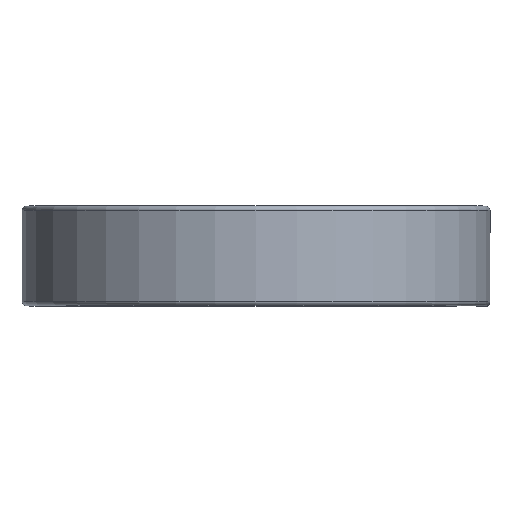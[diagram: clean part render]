
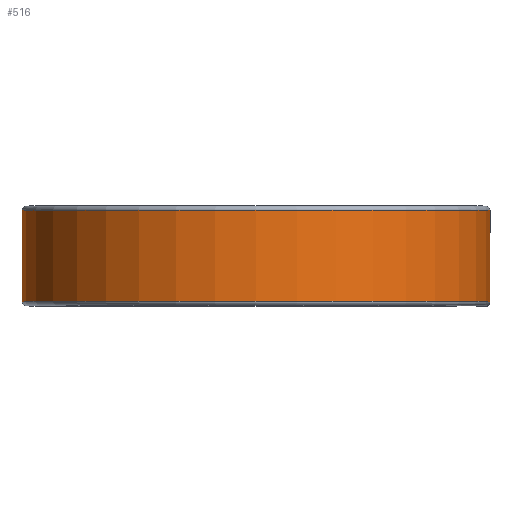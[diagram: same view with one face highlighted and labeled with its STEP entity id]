
A CAD part, top view. The second image highlights one B-rep face of the part: STEP entity #516.
In plain terms, the highlighted cylindrical face has radius 40.907 mm (diameter 81.813 mm), a partial arc.
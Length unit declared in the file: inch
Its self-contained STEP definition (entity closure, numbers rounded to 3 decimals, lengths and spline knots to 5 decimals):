
#34 = CARTESIAN_POINT ( 'NONE',  ( 1.6105, -0.31375, 0. ) ) ;
#51 = CARTESIAN_POINT ( 'NONE',  ( 1.6105, 0.31375, 0. ) ) ;
#195 = DIRECTION ( 'NONE',  ( 0., -1., 0. ) ) ;
#218 = DIRECTION ( 'NONE',  ( 0., -1., 0. ) ) ;
#235 = DIRECTION ( 'NONE',  ( 0., 0., -1. ) ) ;
#248 = CYLINDRICAL_SURFACE ( 'NONE', #1033, 1.6105 ) ;
#270 = EDGE_CURVE ( 'NONE', #778, #666, #960, .T. ) ;
#394 = CARTESIAN_POINT ( 'NONE',  ( 0., -0.31375, 0. ) ) ;
#425 = CARTESIAN_POINT ( 'NONE',  ( 0., 0.31375, 0. ) ) ;
#459 = DIRECTION ( 'NONE',  ( 0., 1., 0. ) ) ;
#483 = AXIS2_PLACEMENT_3D ( 'NONE', #394, #1740, #622 ) ;
#516 = ADVANCED_FACE ( 'NONE', ( #2045 ), #248, .T. ) ;
#573 = ORIENTED_EDGE ( 'NONE', *, *, #270, .T. ) ;
#582 = DIRECTION ( 'NONE',  ( 0., 1., 0. ) ) ;
#583 = DIRECTION ( 'NONE',  ( 0., 0., -1. ) ) ;
#622 = DIRECTION ( 'NONE',  ( 0., 0., -1. ) ) ;
#638 = ORIENTED_EDGE ( 'NONE', *, *, #968, .T. ) ;
#666 = VERTEX_POINT ( 'NONE', #2306 ) ;
#688 = ORIENTED_EDGE ( 'NONE', *, *, #2457, .F. ) ;
#716 = LINE ( 'NONE', #51, #1590 ) ;
#778 = VERTEX_POINT ( 'NONE', #1898 ) ;
#868 = CIRCLE ( 'NONE', #483, 1.6105 ) ;
#960 = CIRCLE ( 'NONE', #2353, 1.6105 ) ;
#968 = EDGE_CURVE ( 'NONE', #2117, #778, #716, .T. ) ;
#976 = EDGE_LOOP ( 'NONE', ( #638, #573, #688, #1126 ) ) ;
#999 = CARTESIAN_POINT ( 'NONE',  ( 0., 0.3125, 0. ) ) ;
#1033 = AXIS2_PLACEMENT_3D ( 'NONE', #999, #195, #583 ) ;
#1126 = ORIENTED_EDGE ( 'NONE', *, *, #1883, .F. ) ;
#1352 = VECTOR ( 'NONE', #582, 39.37008 ) ;
#1353 = CARTESIAN_POINT ( 'NONE',  ( 0., -0.31375, -1.6105 ) ) ;
#1590 = VECTOR ( 'NONE', #459, 39.37008 ) ;
#1740 = DIRECTION ( 'NONE',  ( 0., -1., 0. ) ) ;
#1765 = LINE ( 'NONE', #2234, #1352 ) ;
#1842 = VERTEX_POINT ( 'NONE', #1353 ) ;
#1883 = EDGE_CURVE ( 'NONE', #2117, #1842, #868, .T. ) ;
#1898 = CARTESIAN_POINT ( 'NONE',  ( 1.6105, 0.31375, 0. ) ) ;
#2045 = FACE_OUTER_BOUND ( 'NONE', #976, .T. ) ;
#2117 = VERTEX_POINT ( 'NONE', #34 ) ;
#2234 = CARTESIAN_POINT ( 'NONE',  ( 0., 0.31375, -1.6105 ) ) ;
#2306 = CARTESIAN_POINT ( 'NONE',  ( 0., 0.31375, -1.6105 ) ) ;
#2353 = AXIS2_PLACEMENT_3D ( 'NONE', #425, #218, #235 ) ;
#2457 = EDGE_CURVE ( 'NONE', #1842, #666, #1765, .T. ) ;
